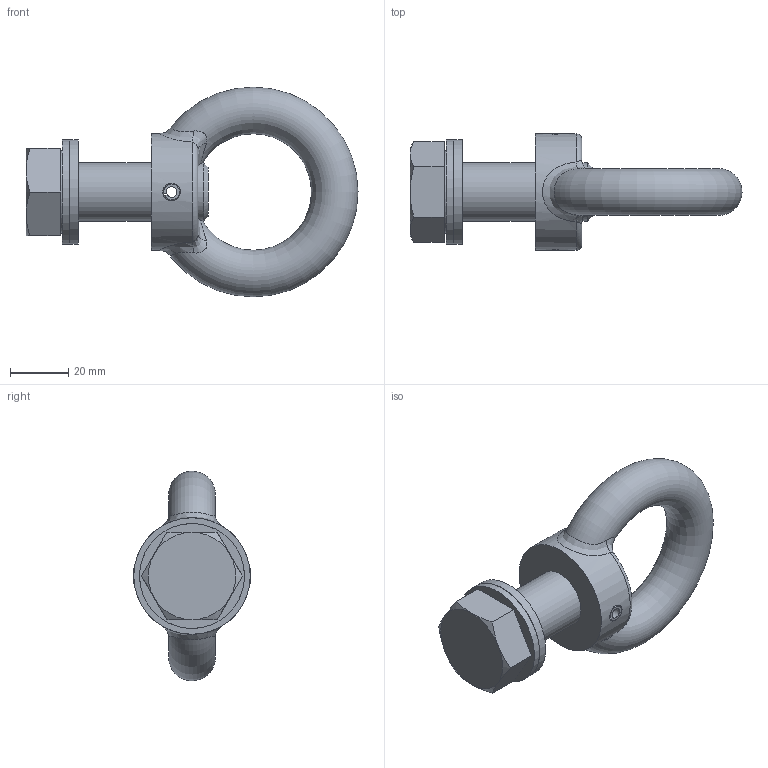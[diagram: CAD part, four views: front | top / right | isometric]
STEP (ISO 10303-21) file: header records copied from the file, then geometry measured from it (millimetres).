
FILE_DESCRIPTION(/* description */ ('Anneau M20 CE'),/* implementation_level */ '2;1');
FILE_NAME(/* name */ '8831S.stp',/* time_stamp */ '2019-08-05T14:54:14+02:00',/* author */ ('Florian'),/* organization */ (''),/* preprocessor_version */ 'ST-DEVELOPER v17.2',/* originating_system */ 'Autodesk Inventor 2019',/* authorisation */ '');
FILE_SCHEMA (('AUTOMOTIVE_DESIGN { 1 0 10303 214 3 1 1 }'));
Length unit declared in the file: millimetre
Products named in the file (1): 8831S
Bounding box: 114 x 40 x 72 mm (x, y, z)
Volume: 71340 mm3; surface area: 18932.7 mm2
Topology: 2 solids, 2 shells, 53 faces, 128 edges, 82 vertices
Faces by surface type: plane 21, cylinder 10, bspline 10, cone 9, torus 3
Full cylindrical faces by diameter (mm): 6 x1, 20 x2, 21 x2, 28.19 x1, 36 x2, 40 x1
Entity records: 2243 total; most frequent: CARTESIAN_POINT 944, ORIENTED_EDGE 256, DIRECTION 223, EDGE_CURVE 128, AXIS2_PLACEMENT_3D 94, VERTEX_POINT 82, EDGE_LOOP 62, STYLED_ITEM 55
